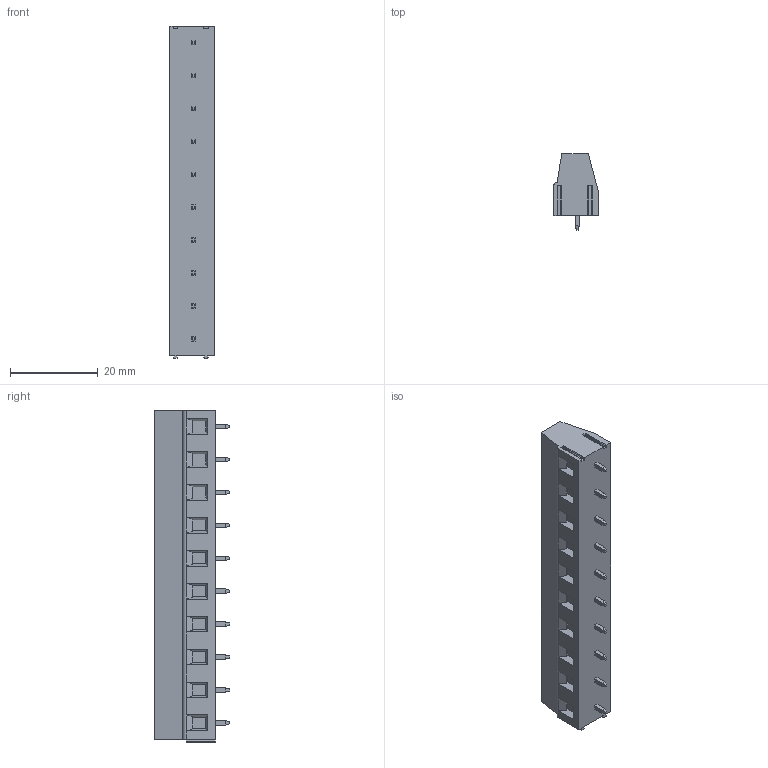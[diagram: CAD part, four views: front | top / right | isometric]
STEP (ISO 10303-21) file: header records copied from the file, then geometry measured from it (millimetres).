
FILE_DESCRIPTION((''),'2;1');
FILE_NAME('PRT0053','2024-12-06T',('yanfa'),(''),'PRO/ENGINEER BY PARAMETRIC TECHNOLOGY CORPORATION, 2009280','PRO/ENGINEER BY PARAMETRIC TECHNOLOGY CORPORATION, 2009280','');
FILE_SCHEMA(('AUTOMOTIVE_DESIGN_CC2 { 1 2 10303 214 -1 1 5 2 }'));
Length unit declared in the file: millimetre
Products named in the file (1): PRT0053
Bounding box: 10.2 x 17.3 x 75.6 mm (x, y, z)
Volume: 8925.7 mm3; surface area: 4292.9 mm2
Topology: 1 solids, 1 shells, 477 faces, 1225 edges, 770 vertices
Faces by surface type: plane 324, cylinder 93, cone 40, torus 20
Entity records: 14387 total; most frequent: CARTESIAN_POINT 2672, ORIENTED_EDGE 2450, DIRECTION 2385, EDGE_CURVE 1225, VECTOR 939, LINE 939, VERTEX_POINT 770, AXIS2_PLACEMENT_3D 723
